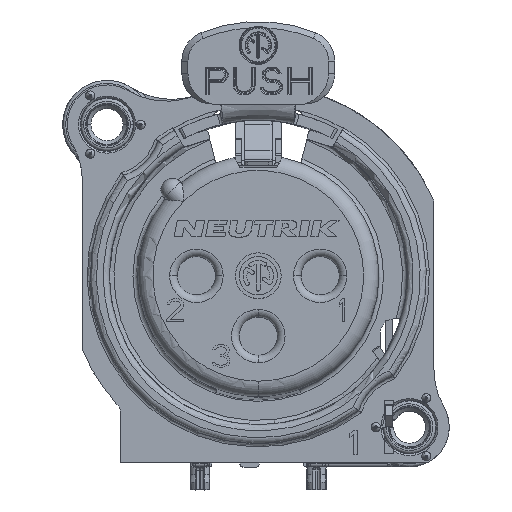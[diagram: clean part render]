
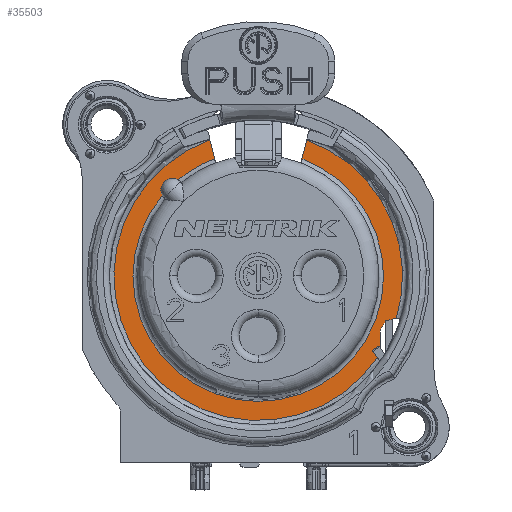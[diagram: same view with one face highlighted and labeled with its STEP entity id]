
A CAD part, top view. The second image highlights one B-rep face of the part: STEP entity #35503.
In plain terms, the highlighted planar face has unit normal (0, 0, 1).
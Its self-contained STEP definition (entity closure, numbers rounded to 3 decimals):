
#1005=CARTESIAN_POINT('',(0.,0.,-9.3));
#1006=DIRECTION('',(0.,0.,-1.));
#1007=DIRECTION('',(0.349,0.937,0.));
#1008=AXIS2_PLACEMENT_3D('',#1005,#1006,#1007);
#1080=CARTESIAN_POINT('',(0.,0.,-9.3));
#1081=DIRECTION('',(0.,0.,-1.));
#1082=DIRECTION('',(-0.643,0.766,0.));
#1083=AXIS2_PLACEMENT_3D('',#1080,#1081,#1082);
#1180=DIRECTION('',(0.,1.,0.));
#1181=VECTOR('',#1180,0.17);
#1182=CARTESIAN_POINT('',(8.3,-3.054,-9.3));
#1183=LINE('',#1182,#1181);
#1184=DIRECTION('',(0.,1.,0.));
#1185=VECTOR('',#1184,0.955);
#1186=CARTESIAN_POINT('',(7.975,-4.759,-9.3));
#1187=LINE('',#1186,#1185);
#1188=DIRECTION('',(-0.819,-0.574,0.));
#1189=VECTOR('',#1188,0.467);
#1190=CARTESIAN_POINT('',(7.975,-4.759,-9.3));
#1191=LINE('',#1190,#1189);
#1192=DIRECTION('',(0.574,-0.819,0.));
#1193=VECTOR('',#1192,0.369);
#1194=CARTESIAN_POINT('',(7.593,-5.027,-9.3));
#1195=LINE('',#1194,#1193);
#1196=DIRECTION('',(0.24,-0.971,0.));
#1197=VECTOR('',#1196,1.257);
#1198=CARTESIAN_POINT('',(-3.161,8.906,-9.3));
#1199=LINE('',#1198,#1197);
#1200=CARTESIAN_POINT('',(-5.621,5.621,-9.3));
#1201=DIRECTION('',(0.,0.,-1.));
#1202=DIRECTION('',(-0.882,-0.47,0.));
#1203=AXIS2_PLACEMENT_3D('',#1200,#1201,#1202);
#1205=DIRECTION('',(0.24,0.971,0.));
#1206=VECTOR('',#1205,1.257);
#1207=CARTESIAN_POINT('',(2.859,7.685,-9.3));
#1208=LINE('',#1207,#1206);
#1209=DIRECTION('',(-1.,0.,0.));
#1210=VECTOR('',#1209,0.253);
#1211=CARTESIAN_POINT('',(8.553,-2.884,-9.3));
#1212=LINE('',#1211,#1210);
#1523=CARTESIAN_POINT('',(8.553,-2.884,-9.3));
#1524=CARTESIAN_POINT('',(8.685,-2.822,-9.3));
#1525=CARTESIAN_POINT('',(8.824,-2.792,-9.3));
#1526=CARTESIAN_POINT('',(8.969,-2.792,-9.3));
#1539=CARTESIAN_POINT('',(7.975,-3.804,-9.3));
#1540=CARTESIAN_POINT('',(7.975,-3.655,-9.3));
#1541=CARTESIAN_POINT('',(8.036,-3.385,-9.3));
#1542=CARTESIAN_POINT('',(8.191,-3.155,-9.3));
#1543=CARTESIAN_POINT('',(8.3,-3.054,-9.3));
#7682=CARTESIAN_POINT('',(0.,0.,-9.3));
#7683=DIRECTION('',(0.,0.,1.));
#7684=DIRECTION('',(0.955,-0.295,0.));
#7685=AXIS2_PLACEMENT_3D('',#7682,#7683,#7684);
#7749=CARTESIAN_POINT('',(0.,0.,-9.3));
#7750=DIRECTION('',(0.,0.,1.));
#7751=DIRECTION('',(-0.334,0.942,0.));
#7752=AXIS2_PLACEMENT_3D('',#7749,#7750,#7751);
#7783=DIRECTION('',(1.,0.,0.));
#7784=VECTOR('',#7783,0.059);
#7785=CARTESIAN_POINT('',(8.969,-2.792,-9.3));
#7786=LINE('',#7785,#7784);
#28536=CARTESIAN_POINT('',(-6.283,5.269,-9.3));
#28537=CARTESIAN_POINT('',(-5.269,6.283,-9.3));
#28538=VERTEX_POINT('',#28536);
#28539=VERTEX_POINT('',#28537);
#28540=CARTESIAN_POINT('',(2.859,7.685,-9.3));
#28541=VERTEX_POINT('',#28540);
#28542=CARTESIAN_POINT('',(-2.859,7.685,-9.3));
#28543=VERTEX_POINT('',#28542);
#28601=CARTESIAN_POINT('',(3.161,8.906,-9.3));
#28602=VERTEX_POINT('',#28601);
#28603=CARTESIAN_POINT('',(-3.161,8.906,-9.3));
#28604=VERTEX_POINT('',#28603);
#29641=CARTESIAN_POINT('',(9.028,-2.792,-9.3));
#29642=VERTEX_POINT('',#29641);
#29927=CARTESIAN_POINT('',(8.969,-2.792,-9.3));
#29928=VERTEX_POINT('',#29927);
#30752=CARTESIAN_POINT('',(7.975,-3.804,-9.3));
#30754=VERTEX_POINT('',#30752);
#34619=CARTESIAN_POINT('',(8.3,-3.054,-9.3));
#34620=CARTESIAN_POINT('',(8.3,-2.884,-9.3));
#34621=VERTEX_POINT('',#34619);
#34622=VERTEX_POINT('',#34620);
#34623=CARTESIAN_POINT('',(8.553,-2.884,-9.3));
#34624=VERTEX_POINT('',#34623);
#34625=CARTESIAN_POINT('',(7.975,-4.759,-9.3));
#34626=CARTESIAN_POINT('',(7.593,-5.027,-9.3));
#34627=VERTEX_POINT('',#34625);
#34628=VERTEX_POINT('',#34626);
#34629=CARTESIAN_POINT('',(7.804,-5.329,-9.3));
#34630=VERTEX_POINT('',#34629);
#35470=CARTESIAN_POINT('',(0.,0.,-9.3));
#35471=DIRECTION('',(0.,0.,1.));
#35472=DIRECTION('',(0.,-1.,0.));
#35473=AXIS2_PLACEMENT_3D('',#35470,#35471,#35472);
#35474=PLANE('',#35473);
#35476=ORIENTED_EDGE('',*,*,#35475,.F.);
#35478=ORIENTED_EDGE('',*,*,#35477,.F.);
#35480=ORIENTED_EDGE('',*,*,#35479,.F.);
#35482=ORIENTED_EDGE('',*,*,#35481,.T.);
#35484=ORIENTED_EDGE('',*,*,#35483,.T.);
#35486=ORIENTED_EDGE('',*,*,#35485,.F.);
#35488=ORIENTED_EDGE('',*,*,#35487,.T.);
#35489=ORIENTED_EDGE('',*,*,#35308,.F.);
#35490=ORIENTED_EDGE('',*,*,#35423,.F.);
#35491=ORIENTED_EDGE('',*,*,#35278,.F.);
#35492=ORIENTED_EDGE('',*,*,#35332,.T.);
#35494=ORIENTED_EDGE('',*,*,#35493,.F.);
#35496=ORIENTED_EDGE('',*,*,#35495,.F.);
#35498=ORIENTED_EDGE('',*,*,#35497,.F.);
#35500=ORIENTED_EDGE('',*,*,#35499,.T.);
#35501=EDGE_LOOP('',(#35476,#35478,#35480,#35482,#35484,#35486,#35488,#35489,
#35490,#35491,#35492,#35494,#35496,#35498,#35500));
#35502=FACE_OUTER_BOUND('',#35501,.F.);
#35503=ADVANCED_FACE('',(#35502),#35474,.T.);
#1009=CIRCLE('',#1008,8.2);
#1084=CIRCLE('',#1083,8.2);
#1204=CIRCLE('',#1203,0.75);
#1527=B_SPLINE_CURVE_WITH_KNOTS('',3,(#1523,#1524,#1525,#1526),.UNSPECIFIED.,
.F.,.F.,(4,4),(0.,1.),.UNSPECIFIED.);
#1544=B_SPLINE_CURVE_WITH_KNOTS('',3,(#1539,#1540,#1541,#1542,#1543),
.UNSPECIFIED.,.F.,.F.,(4,1,4),(0.,0.5,1.),.UNSPECIFIED.);
#7686=CIRCLE('',#7685,9.45);
#7753=CIRCLE('',#7752,9.45);
#35278=EDGE_CURVE('',#28541,#28538,#1009,.T.);
#35308=EDGE_CURVE('',#28539,#28543,#1084,.T.);
#35332=EDGE_CURVE('',#28541,#28602,#1208,.T.);
#35423=EDGE_CURVE('',#28538,#28539,#1204,.T.);
#35475=EDGE_CURVE('',#34621,#34622,#1183,.T.);
#35477=EDGE_CURVE('',#30754,#34621,#1544,.T.);
#35479=EDGE_CURVE('',#34627,#30754,#1187,.T.);
#35481=EDGE_CURVE('',#34627,#34628,#1191,.T.);
#35483=EDGE_CURVE('',#34628,#34630,#1195,.T.);
#35485=EDGE_CURVE('',#28604,#34630,#7753,.T.);
#35487=EDGE_CURVE('',#28604,#28543,#1199,.T.);
#35493=EDGE_CURVE('',#29642,#28602,#7686,.T.);
#35495=EDGE_CURVE('',#29928,#29642,#7786,.T.);
#35497=EDGE_CURVE('',#34624,#29928,#1527,.T.);
#35499=EDGE_CURVE('',#34624,#34622,#1212,.T.);
